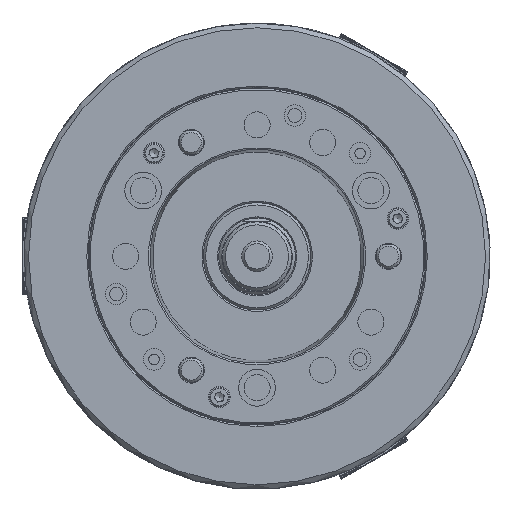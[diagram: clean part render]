
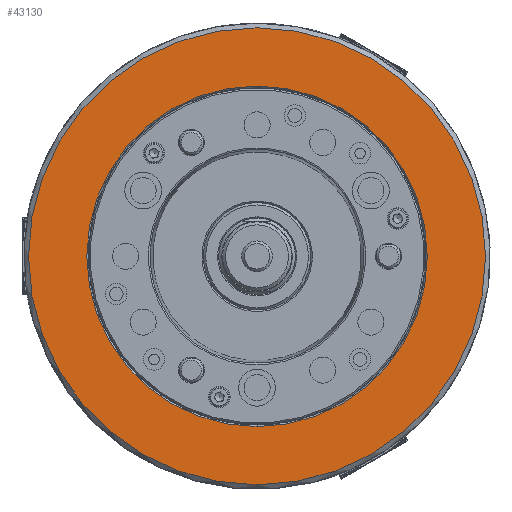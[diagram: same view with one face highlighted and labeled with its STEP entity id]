
A CAD part, left-side view. The second image highlights one B-rep face of the part: STEP entity #43130.
In plain terms, the highlighted planar face has unit normal (-1, 0, 0).
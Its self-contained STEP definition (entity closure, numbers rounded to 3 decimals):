
#134 = CARTESIAN_POINT ( 'NONE',  ( -107., 0., 149. ) ) ;
#286 = DIRECTION ( 'NONE',  ( 0., 0., 1. ) ) ;
#2581 = EDGE_LOOP ( 'NONE', ( #33433 ) ) ;
#3432 = DIRECTION ( 'NONE',  ( -1., 0., 0. ) ) ;
#4218 = PLANE ( 'NONE',  #29944 ) ;
#5435 = EDGE_LOOP ( 'NONE', ( #31188 ) ) ;
#6427 = AXIS2_PLACEMENT_3D ( 'NONE', #46642, #12096, #27544 ) ;
#11009 = CARTESIAN_POINT ( 'NONE',  ( -107., 0., 111. ) ) ;
#12096 = DIRECTION ( 'NONE',  ( 1., 0., 0. ) ) ;
#12504 = EDGE_CURVE ( 'NONE', #34933, #34933, #13161, .T. ) ;
#13161 = CIRCLE ( 'NONE', #41303, 149. ) ;
#19021 = DIRECTION ( 'NONE',  ( 0., 0., 1. ) ) ;
#19776 = CARTESIAN_POINT ( 'NONE',  ( -107., 152., 0. ) ) ;
#23517 = FACE_BOUND ( 'NONE', #5435, .T. ) ;
#26540 = CARTESIAN_POINT ( 'NONE',  ( -107., 0., 0. ) ) ;
#27544 = DIRECTION ( 'NONE',  ( 0., 0., 1. ) ) ;
#28282 = CIRCLE ( 'NONE', #6427, 111. ) ;
#29944 = AXIS2_PLACEMENT_3D ( 'NONE', #19776, #35081, #286 ) ;
#31188 = ORIENTED_EDGE ( 'NONE', *, *, #40172, .T. ) ;
#33433 = ORIENTED_EDGE ( 'NONE', *, *, #12504, .T. ) ;
#34933 = VERTEX_POINT ( 'NONE', #134 ) ;
#35081 = DIRECTION ( 'NONE',  ( -1., 0., 0. ) ) ;
#38854 = FACE_OUTER_BOUND ( 'NONE', #2581, .T. ) ;
#40172 = EDGE_CURVE ( 'NONE', #45578, #45578, #28282, .T. ) ;
#41303 = AXIS2_PLACEMENT_3D ( 'NONE', #26540, #3432, #19021 ) ;
#43130 = ADVANCED_FACE ( 'NONE', ( #23517, #38854 ), #4218, .T. ) ;
#45578 = VERTEX_POINT ( 'NONE', #11009 ) ;
#46642 = CARTESIAN_POINT ( 'NONE',  ( -107., 0., 0. ) ) ;
